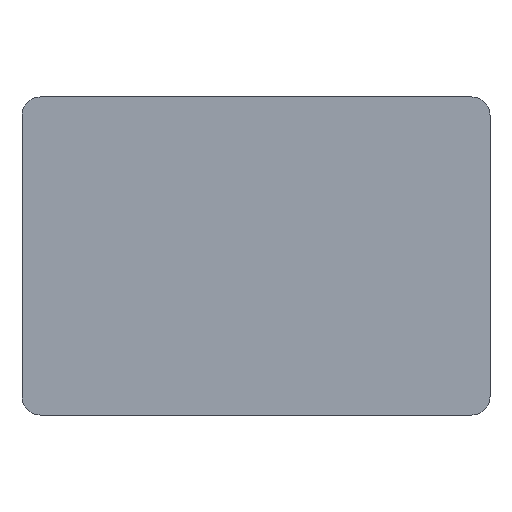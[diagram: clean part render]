
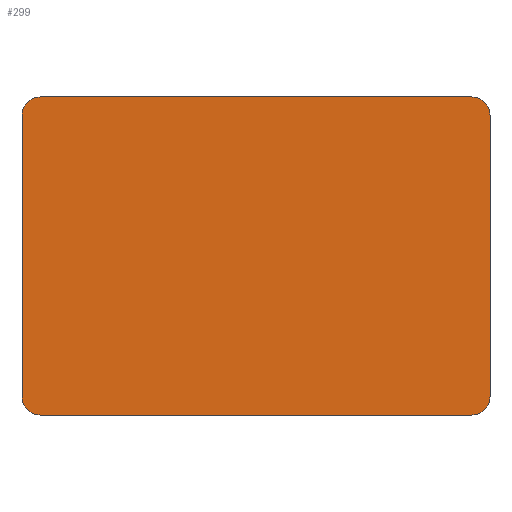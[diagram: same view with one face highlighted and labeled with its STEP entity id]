
A CAD part, front view. The second image highlights one B-rep face of the part: STEP entity #299.
In plain terms, the highlighted planar face has unit normal (0, -1, 0).
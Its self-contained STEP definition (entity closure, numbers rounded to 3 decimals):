
#1 = VERTEX_POINT ( 'NONE', #315 ) ;
#3 = VERTEX_POINT ( 'NONE', #190 ) ;
#4 = VERTEX_POINT ( 'NONE', #60 ) ;
#7 = CARTESIAN_POINT ( 'NONE',  ( -119.5, 0., -88. ) ) ;
#12 = CARTESIAN_POINT ( 'NONE',  ( -129.5, 0., 78. ) ) ;
#13 = DIRECTION ( 'NONE',  ( 0., 0., 1. ) ) ;
#16 = DIRECTION ( 'NONE',  ( 0., 0., 1. ) ) ;
#18 = AXIS2_PLACEMENT_3D ( 'NONE', #263, #92, #178 ) ;
#35 = CARTESIAN_POINT ( 'NONE',  ( 129.5, 0., -78. ) ) ;
#40 = VERTEX_POINT ( 'NONE', #7 ) ;
#43 = DIRECTION ( 'NONE',  ( 0., 0., -1. ) ) ;
#46 = CARTESIAN_POINT ( 'NONE',  ( -129.5, 0., -88. ) ) ;
#57 = ORIENTED_EDGE ( 'NONE', *, *, #324, .T. ) ;
#60 = CARTESIAN_POINT ( 'NONE',  ( 119.5, 0., -88. ) ) ;
#71 = DIRECTION ( 'NONE',  ( -1., 0., 0. ) ) ;
#82 = VERTEX_POINT ( 'NONE', #35 ) ;
#86 = CIRCLE ( 'NONE', #18, 10. ) ;
#88 = VERTEX_POINT ( 'NONE', #292 ) ;
#92 = DIRECTION ( 'NONE',  ( 0., -1., 0. ) ) ;
#96 = LINE ( 'NONE', #46, #188 ) ;
#100 = AXIS2_PLACEMENT_3D ( 'NONE', #249, #115, #245 ) ;
#101 = CARTESIAN_POINT ( 'NONE',  ( 119.5, 0., 78. ) ) ;
#109 = VERTEX_POINT ( 'NONE', #12 ) ;
#112 = ORIENTED_EDGE ( 'NONE', *, *, #227, .T. ) ;
#113 = VECTOR ( 'NONE', #121, 1000. ) ;
#115 = DIRECTION ( 'NONE',  ( 0., -1., 0. ) ) ;
#121 = DIRECTION ( 'NONE',  ( 1., 0., 0. ) ) ;
#127 = LINE ( 'NONE', #139, #113 ) ;
#130 = VECTOR ( 'NONE', #71, 1000. ) ;
#137 = ORIENTED_EDGE ( 'NONE', *, *, #233, .F. ) ;
#138 = EDGE_LOOP ( 'NONE', ( #137, #288, #213, #198, #283, #112, #159, #57 ) ) ;
#139 = CARTESIAN_POINT ( 'NONE',  ( -129.5, 0., 88. ) ) ;
#145 = LINE ( 'NONE', #219, #208 ) ;
#159 = ORIENTED_EDGE ( 'NONE', *, *, #254, .F. ) ;
#171 = PLANE ( 'NONE',  #179 ) ;
#175 = CARTESIAN_POINT ( 'NONE',  ( 0., 0., 0. ) ) ;
#178 = DIRECTION ( 'NONE',  ( 0., 0., 1. ) ) ;
#179 = AXIS2_PLACEMENT_3D ( 'NONE', #175, #318, #271 ) ;
#188 = VECTOR ( 'NONE', #16, 1000. ) ;
#190 = CARTESIAN_POINT ( 'NONE',  ( -129.5, 0., -78. ) ) ;
#194 = LINE ( 'NONE', #293, #130 ) ;
#196 = FACE_OUTER_BOUND ( 'NONE', #138, .T. ) ;
#198 = ORIENTED_EDGE ( 'NONE', *, *, #280, .T. ) ;
#208 = VECTOR ( 'NONE', #43, 1000. ) ;
#213 = ORIENTED_EDGE ( 'NONE', *, *, #228, .F. ) ;
#219 = CARTESIAN_POINT ( 'NONE',  ( 129.5, 0., -88. ) ) ;
#222 = DIRECTION ( 'NONE',  ( 0., 0., 1. ) ) ;
#226 = DIRECTION ( 'NONE',  ( 0., -1., 0. ) ) ;
#227 = EDGE_CURVE ( 'NONE', #1, #88, #326, .T. ) ;
#228 = EDGE_CURVE ( 'NONE', #4, #40, #194, .T. ) ;
#233 = EDGE_CURVE ( 'NONE', #3, #109, #96, .T. ) ;
#238 = CIRCLE ( 'NONE', #100, 10. ) ;
#245 = DIRECTION ( 'NONE',  ( 0., 0., 1. ) ) ;
#249 = CARTESIAN_POINT ( 'NONE',  ( -119.5, 0., 78. ) ) ;
#254 = EDGE_CURVE ( 'NONE', #284, #88, #127, .T. ) ;
#263 = CARTESIAN_POINT ( 'NONE',  ( -119.5, 0., -78. ) ) ;
#271 = DIRECTION ( 'NONE',  ( 0., 0., 1. ) ) ;
#273 = CARTESIAN_POINT ( 'NONE',  ( -119.5, 0., 88. ) ) ;
#274 = AXIS2_PLACEMENT_3D ( 'NONE', #101, #226, #13 ) ;
#280 = EDGE_CURVE ( 'NONE', #4, #82, #300, .T. ) ;
#281 = EDGE_CURVE ( 'NONE', #3, #40, #86, .T. ) ;
#283 = ORIENTED_EDGE ( 'NONE', *, *, #291, .F. ) ;
#284 = VERTEX_POINT ( 'NONE', #273 ) ;
#288 = ORIENTED_EDGE ( 'NONE', *, *, #281, .T. ) ;
#291 = EDGE_CURVE ( 'NONE', #1, #82, #145, .T. ) ;
#292 = CARTESIAN_POINT ( 'NONE',  ( 119.5, 0., 88. ) ) ;
#293 = CARTESIAN_POINT ( 'NONE',  ( -129.5, 0., -88. ) ) ;
#299 = ADVANCED_FACE ( 'NONE', ( #196 ), #171, .F. ) ;
#300 = CIRCLE ( 'NONE', #310, 10. ) ;
#310 = AXIS2_PLACEMENT_3D ( 'NONE', #316, #314, #222 ) ;
#314 = DIRECTION ( 'NONE',  ( 0., -1., 0. ) ) ;
#315 = CARTESIAN_POINT ( 'NONE',  ( 129.5, 0., 78. ) ) ;
#316 = CARTESIAN_POINT ( 'NONE',  ( 119.5, 0., -78. ) ) ;
#318 = DIRECTION ( 'NONE',  ( 0., 1., 0. ) ) ;
#324 = EDGE_CURVE ( 'NONE', #284, #109, #238, .T. ) ;
#326 = CIRCLE ( 'NONE', #274, 10. ) ;
